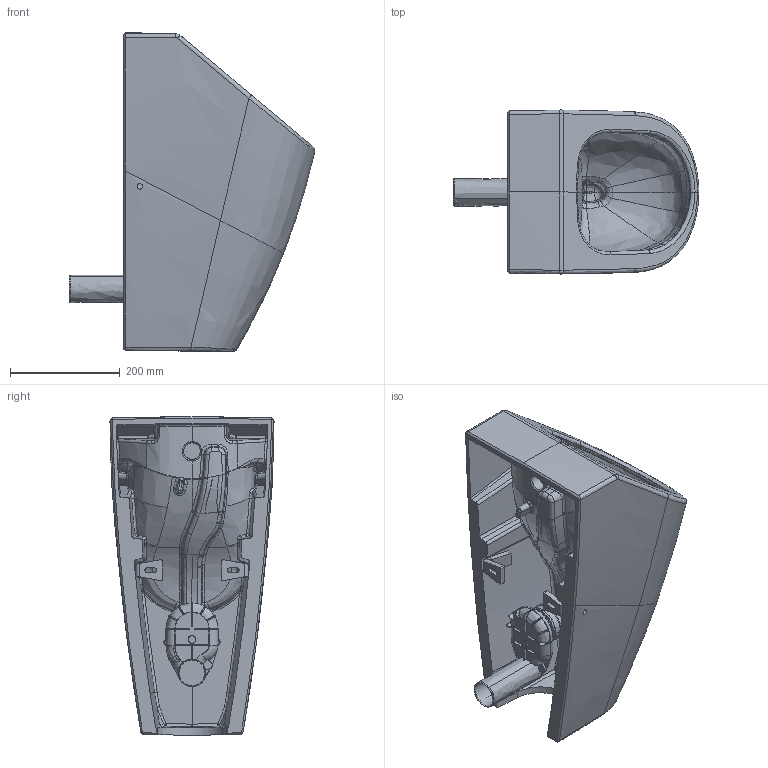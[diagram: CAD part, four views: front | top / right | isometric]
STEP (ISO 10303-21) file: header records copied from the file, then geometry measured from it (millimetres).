
FILE_DESCRIPTION((''),'2;1');
FILE_NAME('280930.stp','2015-09-25T18:47:33',('Administrator'),(''),'Autodesk Inventor 2011','Autodesk Inventor 2011','');
FILE_SCHEMA(('CONFIG_CONTROL_DESIGN'));
Length unit declared in the file: millimetre
Products named in the file (4): 280930; Urinal_Absaugesifon; Part1
Assembly tree (4 placements, depth 2):
  280930
    280930
    Urinal_Absaugesifon
    Part1  x2
Bounding box: 448.85 x 299.54 x 581.94 mm (x, y, z)
Volume: 15142642.4 mm3; surface area: 1179521.3 mm2
Topology: 4 solids, 4 shells, 1795 faces, 4637 edges, 2837 vertices
Faces by surface type: bspline 1054, plane 659, cylinder 54, sphere 22, cone 6
Full cylindrical faces by diameter (mm): 10 x2, 46.515 x1, 50 x1
Entity records: 174659 total; most frequent: CARTESIAN_POINT 137205, ORIENTED_EDGE 9048, DIRECTION 5066, EDGE_CURVE 4524, VERTEX_POINT 2787, VECTOR 2042, LINE 2042, EDGE_LOOP 1799
